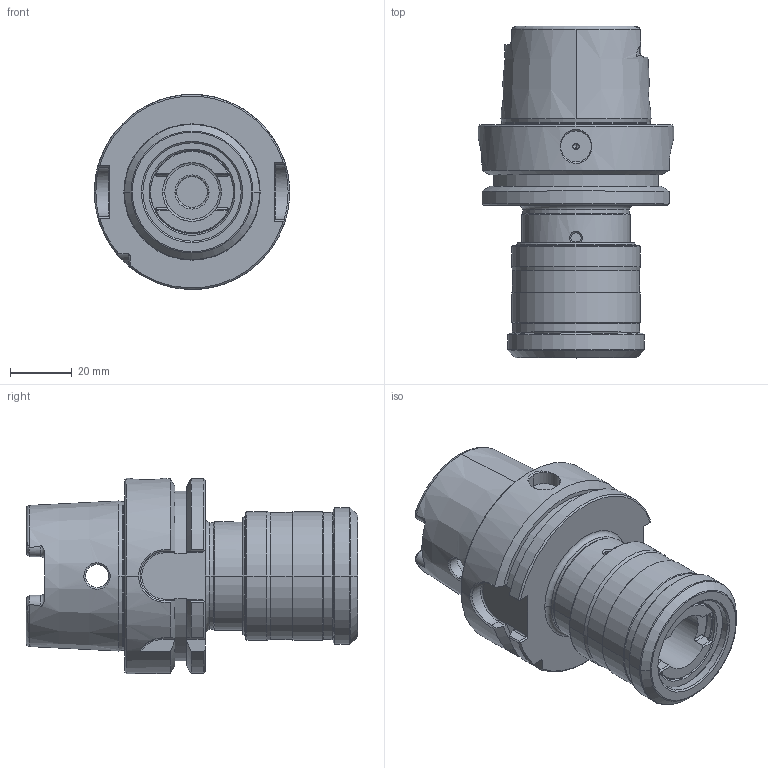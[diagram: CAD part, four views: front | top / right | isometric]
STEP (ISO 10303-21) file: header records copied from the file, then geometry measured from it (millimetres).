
FILE_DESCRIPTION((''),'2;1');
FILE_NAME('34400-H63A','2016-03-29T',('040'),(''),'CREO PARAMETRIC BY PTC INC, 2015380','CREO PARAMETRIC BY PTC INC, 2015380','');
FILE_SCHEMA(('CONFIG_CONTROL_DESIGN'));
Length unit declared in the file: millimetre
Products named in the file (1): 34400-H63A
Bounding box: 63 x 107.1 x 63 mm (x, y, z)
Volume: 119638 mm3; surface area: 46625.4 mm2
Topology: 1 solids, 3 shells, 464 faces, 1147 edges, 698 vertices
Faces by surface type: cylinder 149, plane 116, cone 99, torus 80, sphere 12, bspline 8
Entity records: 16605 total; most frequent: CARTESIAN_POINT 5628, DIRECTION 2353, ORIENTED_EDGE 2282, EDGE_CURVE 1141, AXIS2_PLACEMENT_3D 971, VERTEX_POINT 698, CIRCLE 515, EDGE_LOOP 501
